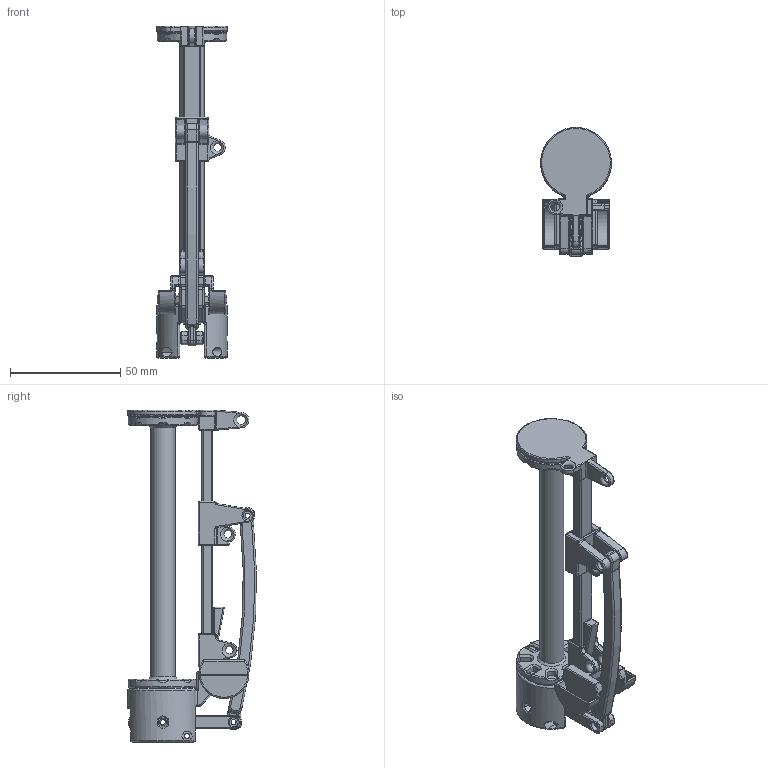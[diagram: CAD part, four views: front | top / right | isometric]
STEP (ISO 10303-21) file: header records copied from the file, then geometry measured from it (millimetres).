
FILE_DESCRIPTION(/* description */ (''),/* implementation_level */ '2;1');
FILE_NAME(/* name */ 'Carrier for bobbins - C v9.step',/* time_stamp */ '2021-10-10T12:48:21-05:00',/* author */ (''),/* organization */ (''),/* preprocessor_version */ 'ST-DEVELOPER v18.1',/* originating_system */ 'Autodesk Translation Framework v10.10.0.1391',/* authorisation */ '');
FILE_SCHEMA (('AUTOMOTIVE_DESIGN { 1 0 10303 214 3 1 1 }'));
Length unit declared in the file: millimetre
Products named in the file (10): Carrier for bobbins - C; Bobbin; Base V2; Lever arm; Bobbin pin V2; Link arm; Slider shaft; Slider lower; Slider upper; Cap
Assembly tree (9 placements, depth 2):
  Carrier for bobbins - C
    Bobbin
    Base V2
    Lever arm
    Bobbin pin V2
    Link arm
    Slider shaft
    Slider lower
    Slider upper
    Cap
Bounding box: 32 x 58.34 x 150.28 mm (x, y, z)
Volume: 46480.2 mm3; surface area: 33833.4 mm2
Topology: 9 solids, 9 shells, 1188 faces, 2972 edges, 1754 vertices
Faces by surface type: plane 471, cylinder 301, cone 130, torus 123, bspline 119, sphere 44
Full cylindrical faces by diameter (mm): 2.3 x14, 3.5 x1, 4 x2, 4.1 x5, 5 x4, 5.45 x2, 5.6 x1, 6 x1, 11 x1, 31.5 x2
Entity records: 41849 total; most frequent: CARTESIAN_POINT 14370, ORIENTED_EDGE 5916, DIRECTION 5461, EDGE_CURVE 2958, AXIS2_PLACEMENT_3D 2123, VERTEX_POINT 1754, EDGE_LOOP 1234, LINE 1215
